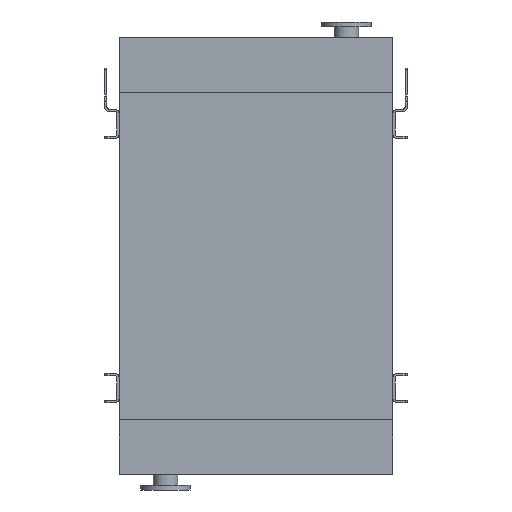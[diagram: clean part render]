
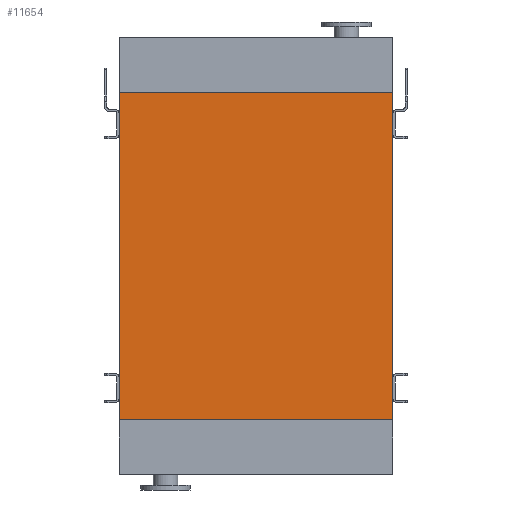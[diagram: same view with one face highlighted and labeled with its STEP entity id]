
A CAD part, front view. The second image highlights one B-rep face of the part: STEP entity #11654.
In plain terms, the highlighted planar face has unit normal (0, -1, 0).
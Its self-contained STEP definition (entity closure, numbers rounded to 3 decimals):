
#304 = CARTESIAN_POINT ( 'NONE',  ( -605., 0., -1450. ) ) ;
#349 = LINE ( 'NONE', #10491, #9375 ) ;
#1388 = DIRECTION ( 'NONE',  ( 0., 0., 1. ) ) ;
#1783 = CARTESIAN_POINT ( 'NONE',  ( -605., 0., 0. ) ) ;
#2052 = AXIS2_PLACEMENT_3D ( 'NONE', #304, #3870, #12109 ) ;
#2611 = VERTEX_POINT ( 'NONE', #1783 ) ;
#2669 = EDGE_LOOP ( 'NONE', ( #8062, #3422, #5040, #11238 ) ) ;
#3422 = ORIENTED_EDGE ( 'NONE', *, *, #7022, .F. ) ;
#3460 = DIRECTION ( 'NONE',  ( 1., 0., 0. ) ) ;
#3483 = VERTEX_POINT ( 'NONE', #5223 ) ;
#3870 = DIRECTION ( 'NONE',  ( 0., -1., 0. ) ) ;
#5040 = ORIENTED_EDGE ( 'NONE', *, *, #8489, .T. ) ;
#5183 = LINE ( 'NONE', #10306, #13865 ) ;
#5211 = CARTESIAN_POINT ( 'NONE',  ( 605., 0., -1450. ) ) ;
#5223 = CARTESIAN_POINT ( 'NONE',  ( 605., 0., 0. ) ) ;
#5648 = VECTOR ( 'NONE', #1388, 1000. ) ;
#6068 = FACE_OUTER_BOUND ( 'NONE', #2669, .T. ) ;
#6318 = DIRECTION ( 'NONE',  ( 0., 0., 1. ) ) ;
#6523 = VECTOR ( 'NONE', #6318, 1000. ) ;
#7022 = EDGE_CURVE ( 'NONE', #7438, #2611, #9649, .T. ) ;
#7438 = VERTEX_POINT ( 'NONE', #13311 ) ;
#8062 = ORIENTED_EDGE ( 'NONE', *, *, #12541, .F. ) ;
#8489 = EDGE_CURVE ( 'NONE', #7438, #9338, #5183, .T. ) ;
#8638 = CARTESIAN_POINT ( 'NONE',  ( -605., 0., -1450. ) ) ;
#8790 = LINE ( 'NONE', #13135, #5648 ) ;
#9338 = VERTEX_POINT ( 'NONE', #5211 ) ;
#9375 = VECTOR ( 'NONE', #3460, 1000. ) ;
#9649 = LINE ( 'NONE', #8638, #6523 ) ;
#10306 = CARTESIAN_POINT ( 'NONE',  ( -605., 0., -1450. ) ) ;
#10491 = CARTESIAN_POINT ( 'NONE',  ( -605., 0., 0. ) ) ;
#11238 = ORIENTED_EDGE ( 'NONE', *, *, #14614, .T. ) ;
#11654 = ADVANCED_FACE ( 'NONE', ( #6068 ), #14417, .T. ) ;
#12109 = DIRECTION ( 'NONE',  ( 0., 0., -1. ) ) ;
#12541 = EDGE_CURVE ( 'NONE', #2611, #3483, #349, .T. ) ;
#12686 = DIRECTION ( 'NONE',  ( 1., 0., 0. ) ) ;
#13135 = CARTESIAN_POINT ( 'NONE',  ( 605., 0., -1450. ) ) ;
#13311 = CARTESIAN_POINT ( 'NONE',  ( -605., 0., -1450. ) ) ;
#13865 = VECTOR ( 'NONE', #12686, 1000. ) ;
#14417 = PLANE ( 'NONE',  #2052 ) ;
#14614 = EDGE_CURVE ( 'NONE', #9338, #3483, #8790, .T. ) ;
